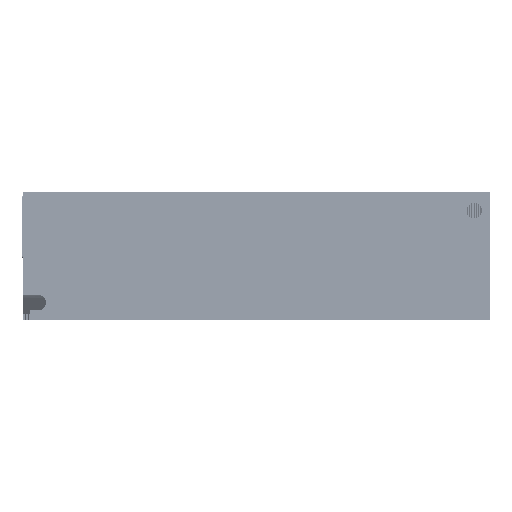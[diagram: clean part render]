
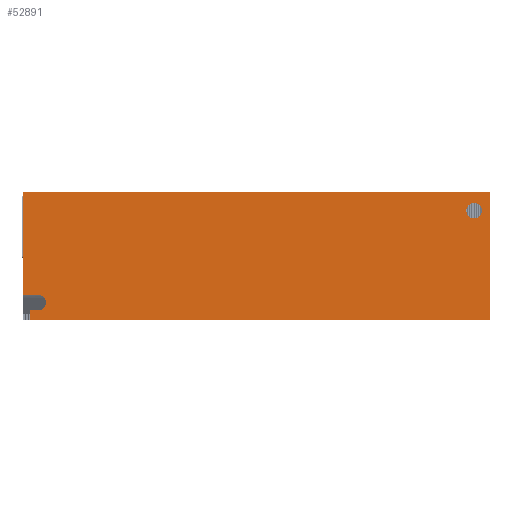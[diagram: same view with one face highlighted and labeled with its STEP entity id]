
A CAD part, top view. The second image highlights one B-rep face of the part: STEP entity #52891.
In plain terms, the highlighted planar face has unit normal (0, 0, 1).
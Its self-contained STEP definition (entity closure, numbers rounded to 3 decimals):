
#13492=DIRECTION('',(1.,0.,0.));
#13493=VECTOR('',#13492,150.);
#13494=CARTESIAN_POINT('',(-86.449,31.319,220.743));
#13495=LINE('',#13494,#13493);
#13496=DIRECTION('',(0.,-1.,0.));
#13497=VECTOR('',#13496,41.);
#13498=CARTESIAN_POINT('',(63.551,31.319,220.751));
#13499=LINE('',#13498,#13497);
#13500=CARTESIAN_POINT('',(-81.449,-4.181,
220.743));
#13501=DIRECTION('',(0.,0.,1.));
#13502=DIRECTION('',(0.,-1.,0.));
#13503=AXIS2_PLACEMENT_3D('',#13500,#13501,#13502);
#13505=CARTESIAN_POINT('',(-81.449,-4.181,
220.743));
#13506=DIRECTION('',(0.,0.,1.));
#13507=DIRECTION('',(1.,0.,0.));
#13508=AXIS2_PLACEMENT_3D('',#13505,#13506,#13507);
#13510=DIRECTION('',(0.,1.,0.));
#13511=VECTOR('',#13510,33.);
#13512=CARTESIAN_POINT('',(-86.449,-1.681,220.743));
#13513=LINE('',#13512,#13511);
#13514=CARTESIAN_POINT('',(58.551,25.319,220.75));
#13515=DIRECTION('',(0.,0.,1.));
#13516=DIRECTION('',(1.,0.,0.));
#13517=AXIS2_PLACEMENT_3D('',#13514,#13515,#13516);
#13519=CARTESIAN_POINT('',(58.551,25.319,220.75));
#13520=DIRECTION('',(0.,0.,1.));
#13521=DIRECTION('',(-1.,0.,0.));
#13522=AXIS2_PLACEMENT_3D('',#13519,#13520,#13521);
#13528=DIRECTION('',(1.,0.,0.));
#13529=VECTOR('',#13528,147.5);
#13530=CARTESIAN_POINT('',(-83.949,-9.681,
220.743));
#13531=LINE('',#13530,#13529);
#19258=DIRECTION('',(1.,0.,0.));
#19259=VECTOR('',#19258,5.);
#19260=CARTESIAN_POINT('',(-86.449,-1.681,220.743));
#19261=LINE('',#19260,#19259);
#19278=DIRECTION('',(-1.,0.,0.));
#19279=VECTOR('',#19278,2.5);
#19280=CARTESIAN_POINT('',(-81.449,-6.681,
220.743));
#19281=LINE('',#19280,#19279);
#19282=DIRECTION('',(0.,-1.,0.));
#19283=VECTOR('',#19282,3.);
#19284=CARTESIAN_POINT('',(-83.949,-6.681,
220.743));
#19285=LINE('',#19284,#19283);
#24609=CARTESIAN_POINT('',(63.551,31.319,220.751));
#24610=VERTEX_POINT('',#24609);
#24611=CARTESIAN_POINT('',(63.551,-9.681,
220.751));
#24612=VERTEX_POINT('',#24611);
#25169=CARTESIAN_POINT('',(-86.449,-1.681,220.743));
#25170=CARTESIAN_POINT('',(-86.449,31.319,220.743));
#25171=VERTEX_POINT('',#25169);
#25172=VERTEX_POINT('',#25170);
#25493=CARTESIAN_POINT('',(61.051,25.319,220.75));
#25494=VERTEX_POINT('',#25493);
#25495=CARTESIAN_POINT('',(56.051,25.319,220.75));
#25496=VERTEX_POINT('',#25495);
#25497=CARTESIAN_POINT('',(-81.449,-1.681,
220.743));
#25498=VERTEX_POINT('',#25497);
#25499=CARTESIAN_POINT('',(-78.949,-4.181,
220.743));
#25500=VERTEX_POINT('',#25499);
#25501=CARTESIAN_POINT('',(-81.449,-6.681,
220.743));
#25502=VERTEX_POINT('',#25501);
#25503=CARTESIAN_POINT('',(-83.949,-6.681,
220.743));
#25504=VERTEX_POINT('',#25503);
#25505=CARTESIAN_POINT('',(-83.949,-9.681,
220.743));
#25506=VERTEX_POINT('',#25505);
#52863=CARTESIAN_POINT('',(-11.449,10.819,
220.747));
#52864=DIRECTION('',(0.,0.,1.));
#52865=DIRECTION('',(-1.,0.,0.));
#52866=AXIS2_PLACEMENT_3D('',#52863,#52864,#52865);
#52867=PLANE('',#52866);
#52868=ORIENTED_EDGE('',*,*,#50172,.T.);
#52869=ORIENTED_EDGE('',*,*,#49559,.T.);
#52871=ORIENTED_EDGE('',*,*,#52870,.F.);
#52873=ORIENTED_EDGE('',*,*,#52872,.F.);
#52875=ORIENTED_EDGE('',*,*,#52874,.F.);
#52877=ORIENTED_EDGE('',*,*,#52876,.T.);
#52879=ORIENTED_EDGE('',*,*,#52878,.T.);
#52881=ORIENTED_EDGE('',*,*,#52880,.F.);
#52882=ORIENTED_EDGE('',*,*,#44706,.T.);
#52883=EDGE_LOOP('',(#52868,#52869,#52871,#52873,#52875,#52877,#52879,#52881,
#52882));
#52884=FACE_OUTER_BOUND('',#52883,.F.);
#52886=ORIENTED_EDGE('',*,*,#52885,.T.);
#52888=ORIENTED_EDGE('',*,*,#52887,.T.);
#52889=EDGE_LOOP('',(#52886,#52888));
#52890=FACE_BOUND('',#52889,.F.);
#52891=ADVANCED_FACE('',(#52884,#52890),#52867,.T.);
#13504=CIRCLE('',#13503,2.5);
#13509=CIRCLE('',#13508,2.5);
#13518=CIRCLE('',#13517,2.5);
#13523=CIRCLE('',#13522,2.5);
#44706=EDGE_CURVE('',#25171,#25172,#13513,.T.);
#49559=EDGE_CURVE('',#24610,#24612,#13499,.T.);
#50172=EDGE_CURVE('',#25172,#24610,#13495,.T.);
#52870=EDGE_CURVE('',#25506,#24612,#13531,.T.);
#52872=EDGE_CURVE('',#25504,#25506,#19285,.T.);
#52874=EDGE_CURVE('',#25502,#25504,#19281,.T.);
#52876=EDGE_CURVE('',#25502,#25500,#13504,.T.);
#52878=EDGE_CURVE('',#25500,#25498,#13509,.T.);
#52880=EDGE_CURVE('',#25171,#25498,#19261,.T.);
#52885=EDGE_CURVE('',#25494,#25496,#13518,.T.);
#52887=EDGE_CURVE('',#25496,#25494,#13523,.T.);
